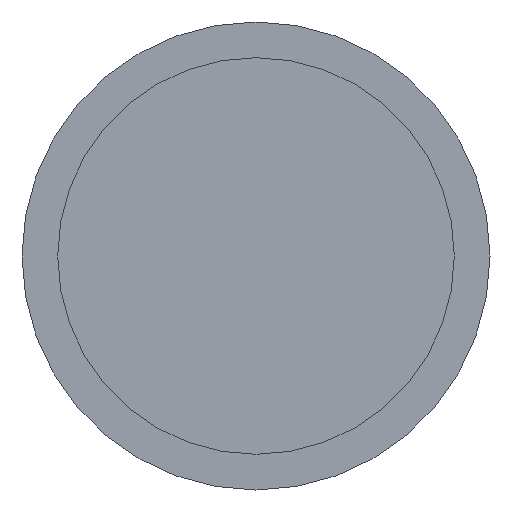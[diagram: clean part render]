
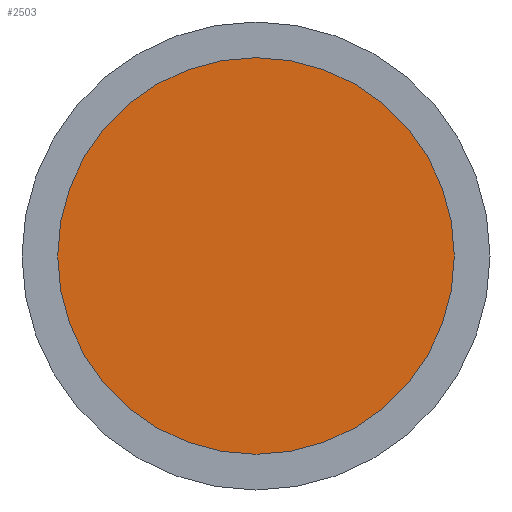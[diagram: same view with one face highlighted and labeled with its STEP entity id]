
A CAD part, front view. The second image highlights one B-rep face of the part: STEP entity #2503.
In plain terms, the highlighted planar face has unit normal (0, -1, 0).
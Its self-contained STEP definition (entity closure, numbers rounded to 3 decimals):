
#47 = CARTESIAN_POINT ( 'NONE',  ( 0., 0., 25. ) ) ;
#63 = CIRCLE ( 'NONE', #1042, 25. ) ;
#176 = EDGE_CURVE ( 'NONE', #810, #809, #63, .T. ) ;
#187 = DIRECTION ( 'NONE',  ( 0., -1., 0. ) ) ;
#191 = ORIENTED_EDGE ( 'NONE', *, *, #176, .T. ) ;
#341 = DIRECTION ( 'NONE',  ( 0., -1., 0. ) ) ;
#357 = CARTESIAN_POINT ( 'NONE',  ( 0., 0., 0. ) ) ;
#364 = FACE_OUTER_BOUND ( 'NONE', #1124, .T. ) ;
#532 = ORIENTED_EDGE ( 'NONE', *, *, #2211, .T. ) ;
#537 = AXIS2_PLACEMENT_3D ( 'NONE', #2237, #962, #894 ) ;
#584 = DIRECTION ( 'NONE',  ( 1., 0., 0. ) ) ;
#809 = VERTEX_POINT ( 'NONE', #2210 ) ;
#810 = VERTEX_POINT ( 'NONE', #47 ) ;
#894 = DIRECTION ( 'NONE',  ( 0., 0., 1. ) ) ;
#962 = DIRECTION ( 'NONE',  ( 0., -1., 0. ) ) ;
#1042 = AXIS2_PLACEMENT_3D ( 'NONE', #357, #341, #2662 ) ;
#1081 = AXIS2_PLACEMENT_3D ( 'NONE', #1659, #187, #584 ) ;
#1124 = EDGE_LOOP ( 'NONE', ( #191, #532 ) ) ;
#1423 = CIRCLE ( 'NONE', #537, 25. ) ;
#1659 = CARTESIAN_POINT ( 'NONE',  ( -25.464, 0., -25. ) ) ;
#2210 = CARTESIAN_POINT ( 'NONE',  ( 0., 0., -25. ) ) ;
#2211 = EDGE_CURVE ( 'NONE', #809, #810, #1423, .T. ) ;
#2237 = CARTESIAN_POINT ( 'NONE',  ( 0., 0., 0. ) ) ;
#2503 = ADVANCED_FACE ( 'NONE', ( #364 ), #2511, .T. ) ;
#2511 = PLANE ( 'NONE',  #1081 ) ;
#2662 = DIRECTION ( 'NONE',  ( 0., 0., 1. ) ) ;
